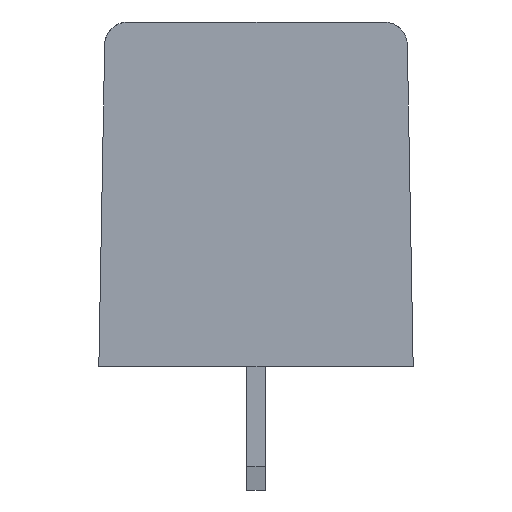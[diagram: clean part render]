
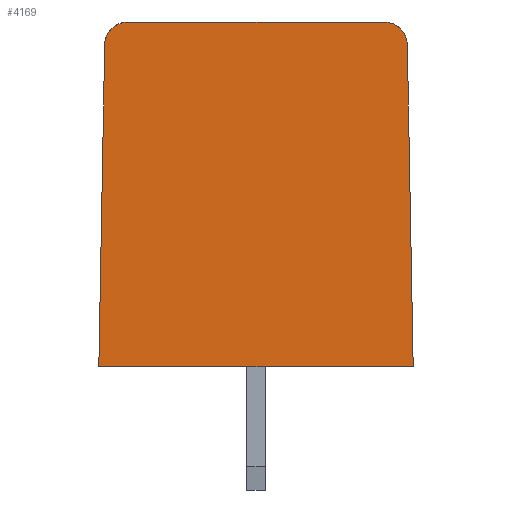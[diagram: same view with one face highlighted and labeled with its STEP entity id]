
A CAD part, left-side view. The second image highlights one B-rep face of the part: STEP entity #4169.
In plain terms, the highlighted planar face has unit normal (-1, 0, 0).
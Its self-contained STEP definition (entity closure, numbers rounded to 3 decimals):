
#4037 = VERTEX_POINT('',#4038);
#4038 = CARTESIAN_POINT('',(-0.375,5.5,14.8));
#4044 = EDGE_CURVE('',#4037,#4045,#4047,.T.);
#4045 = VERTEX_POINT('',#4046);
#4046 = CARTESIAN_POINT('',(-0.375,-5.5,14.8));
#4047 = LINE('',#4048,#4049);
#4048 = CARTESIAN_POINT('',(-0.375,6.75,14.8));
#4049 = VECTOR('',#4050,1.);
#4050 = DIRECTION('',(0.,-1.,0.));
#4084 = VERTEX_POINT('',#4085);
#4085 = CARTESIAN_POINT('',(-0.375,6.5,13.818));
#4091 = EDGE_CURVE('',#4084,#4037,#4092,.T.);
#4092 = CIRCLE('',#4093,1.);
#4093 = AXIS2_PLACEMENT_3D('',#4094,#4095,#4096);
#4094 = CARTESIAN_POINT('',(-0.375,5.5,13.8));
#4095 = DIRECTION('',(1.,0.,0.));
#4096 = DIRECTION('',(0.,1.,0.));
#4150 = EDGE_CURVE('',#4045,#4151,#4153,.T.);
#4151 = VERTEX_POINT('',#4152);
#4152 = CARTESIAN_POINT('',(-0.375,-6.5,13.818));
#4153 = CIRCLE('',#4154,1.);
#4154 = AXIS2_PLACEMENT_3D('',#4155,#4156,#4157);
#4155 = CARTESIAN_POINT('',(-0.375,-5.5,13.8));
#4156 = DIRECTION('',(1.,0.,0.));
#4157 = DIRECTION('',(0.,1.,0.));
#4169 = ADVANCED_FACE('',(#4170),#4197,.T.);
#4170 = FACE_BOUND('',#4171,.T.);
#4171 = EDGE_LOOP('',(#4172,#4180,#4188,#4194,#4195,#4196));
#4172 = ORIENTED_EDGE('',*,*,#4173,.F.);
#4173 = EDGE_CURVE('',#4174,#4084,#4176,.T.);
#4174 = VERTEX_POINT('',#4175);
#4175 = CARTESIAN_POINT('',(-0.375,6.75,0.));
#4176 = LINE('',#4177,#4178);
#4177 = CARTESIAN_POINT('',(-0.375,6.625,6.909));
#4178 = VECTOR('',#4179,1.);
#4179 = DIRECTION('',(0.,-0.018,1.));
#4180 = ORIENTED_EDGE('',*,*,#4181,.T.);
#4181 = EDGE_CURVE('',#4174,#4182,#4184,.T.);
#4182 = VERTEX_POINT('',#4183);
#4183 = CARTESIAN_POINT('',(-0.375,-6.75,0.));
#4184 = LINE('',#4185,#4186);
#4185 = CARTESIAN_POINT('',(-0.375,6.75,0.));
#4186 = VECTOR('',#4187,1.);
#4187 = DIRECTION('',(0.,-1.,0.));
#4188 = ORIENTED_EDGE('',*,*,#4189,.F.);
#4189 = EDGE_CURVE('',#4151,#4182,#4190,.T.);
#4190 = LINE('',#4191,#4192);
#4191 = CARTESIAN_POINT('',(-0.375,-6.748,0.122));
#4192 = VECTOR('',#4193,1.);
#4193 = DIRECTION('',(0.,-0.018,-1.));
#4194 = ORIENTED_EDGE('',*,*,#4150,.F.);
#4195 = ORIENTED_EDGE('',*,*,#4044,.F.);
#4196 = ORIENTED_EDGE('',*,*,#4091,.F.);
#4197 = PLANE('',#4198);
#4198 = AXIS2_PLACEMENT_3D('',#4199,#4200,#4201);
#4199 = CARTESIAN_POINT('',(-0.375,6.75,0.));
#4200 = DIRECTION('',(-1.,0.,0.));
#4201 = DIRECTION('',(0.,0.,1.));
